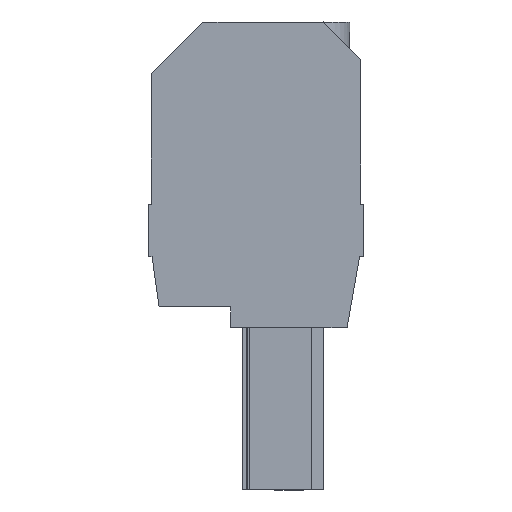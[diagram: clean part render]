
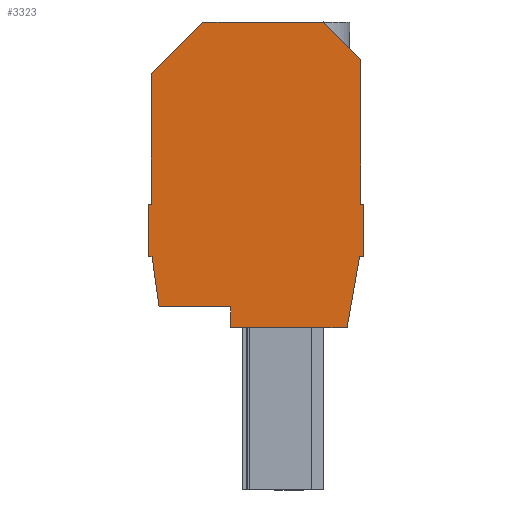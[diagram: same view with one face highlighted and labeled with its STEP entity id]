
A CAD part, left-side view. The second image highlights one B-rep face of the part: STEP entity #3323.
In plain terms, the highlighted planar face has unit normal (-1, 0, 0).
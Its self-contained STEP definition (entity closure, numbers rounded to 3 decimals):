
#3234=AXIS2_PLACEMENT_3D('Plane Axis2P3D',#3231,#3232,#3233) ;
#136=CARTESIAN_POINT('Vertex',(0.,20.3,39.764)) ;
#152=CARTESIAN_POINT('Vertex',(0.,20.3,27.3)) ;
#155=CARTESIAN_POINT('Line Origine',(0.,20.3,33.532)) ;
#304=CARTESIAN_POINT('Vertex',(0.,0.3,27.3)) ;
#761=CARTESIAN_POINT('Vertex',(0.,0.3,41.114)) ;
#764=CARTESIAN_POINT('Line Origine',(0.,0.3,34.207)) ;
#2571=CARTESIAN_POINT('Vertex',(0.,0.404,22.3)) ;
#2574=CARTESIAN_POINT('Line Origine',(0.,1.004,18.9)) ;
#2578=CARTESIAN_POINT('Vertex',(0.,1.603,15.5)) ;
#2629=CARTESIAN_POINT('Vertex',(0.,19.557,17.5)) ;
#2632=CARTESIAN_POINT('Line Origine',(0.,19.895,19.9)) ;
#2636=CARTESIAN_POINT('Vertex',(0.,20.232,22.3)) ;
#3096=CARTESIAN_POINT('Vertex',(0.,3.886,44.7)) ;
#3099=CARTESIAN_POINT('Line Origine',(0.,2.093,42.907)) ;
#3231=CARTESIAN_POINT('Axis2P3D Location',(0.,0.,0.)) ;
#3236=CARTESIAN_POINT('Line Origine',(0.,20.6,24.8)) ;
#3240=CARTESIAN_POINT('Vertex',(0.,20.6,27.3)) ;
#3242=CARTESIAN_POINT('Vertex',(0.,20.6,22.3)) ;
#3245=CARTESIAN_POINT('Line Origine',(0.,20.416,22.3)) ;
#3250=CARTESIAN_POINT('Line Origine',(0.,16.14,17.5)) ;
#3254=CARTESIAN_POINT('Vertex',(0.,12.723,17.5)) ;
#3257=CARTESIAN_POINT('Line Origine',(0.,12.723,16.5)) ;
#3261=CARTESIAN_POINT('Vertex',(0.,12.723,15.5)) ;
#3264=CARTESIAN_POINT('Line Origine',(0.,7.163,15.5)) ;
#3269=CARTESIAN_POINT('Line Origine',(0.,0.202,22.3)) ;
#3273=CARTESIAN_POINT('Vertex',(0.,0.,22.3)) ;
#3276=CARTESIAN_POINT('Line Origine',(0.,0.,24.8)) ;
#3280=CARTESIAN_POINT('Vertex',(0.,0.,27.3)) ;
#3283=CARTESIAN_POINT('Line Origine',(0.,0.15,27.3)) ;
#3288=CARTESIAN_POINT('Line Origine',(0.,9.625,44.7)) ;
#3292=CARTESIAN_POINT('Vertex',(0.,15.364,44.7)) ;
#3295=CARTESIAN_POINT('Line Origine',(0.,17.832,42.232)) ;
#3300=CARTESIAN_POINT('Line Origine',(0.,20.45,27.3)) ;
#156=DIRECTION('Vector Direction',(0.,0.,1.)) ;
#765=DIRECTION('Vector Direction',(0.,0.,-1.)) ;
#2575=DIRECTION('Vector Direction',(0.,0.174,-0.985)) ;
#2633=DIRECTION('Vector Direction',(0.,-0.139,-0.99)) ;
#3100=DIRECTION('Vector Direction',(0.,0.707,0.707)) ;
#3232=DIRECTION('Axis2P3D Direction',(-1.,0.,0.)) ;
#3233=DIRECTION('Axis2P3D XDirection',(0.,0.,1.)) ;
#3237=DIRECTION('Vector Direction',(0.,0.,-1.)) ;
#3246=DIRECTION('Vector Direction',(0.,-1.,0.)) ;
#3251=DIRECTION('Vector Direction',(0.,-1.,0.)) ;
#3258=DIRECTION('Vector Direction',(0.,0.,-1.)) ;
#3265=DIRECTION('Vector Direction',(0.,-1.,0.)) ;
#3270=DIRECTION('Vector Direction',(0.,-1.,0.)) ;
#3277=DIRECTION('Vector Direction',(0.,0.,1.)) ;
#3284=DIRECTION('Vector Direction',(0.,1.,0.)) ;
#3289=DIRECTION('Vector Direction',(0.,1.,0.)) ;
#3296=DIRECTION('Vector Direction',(0.,0.707,-0.707)) ;
#3301=DIRECTION('Vector Direction',(0.,1.,0.)) ;
#157=VECTOR('Line Direction',#156,1.) ;
#766=VECTOR('Line Direction',#765,1.) ;
#2576=VECTOR('Line Direction',#2575,1.) ;
#2634=VECTOR('Line Direction',#2633,1.) ;
#3101=VECTOR('Line Direction',#3100,1.) ;
#3238=VECTOR('Line Direction',#3237,1.) ;
#3247=VECTOR('Line Direction',#3246,1.) ;
#3252=VECTOR('Line Direction',#3251,1.) ;
#3259=VECTOR('Line Direction',#3258,1.) ;
#3266=VECTOR('Line Direction',#3265,1.) ;
#3271=VECTOR('Line Direction',#3270,1.) ;
#3278=VECTOR('Line Direction',#3277,1.) ;
#3285=VECTOR('Line Direction',#3284,1.) ;
#3290=VECTOR('Line Direction',#3289,1.) ;
#3297=VECTOR('Line Direction',#3296,1.) ;
#3302=VECTOR('Line Direction',#3301,1.) ;
#3306=ORIENTED_EDGE('',*,*,#3244,.T.) ;
#3307=ORIENTED_EDGE('',*,*,#3249,.T.) ;
#3308=ORIENTED_EDGE('',*,*,#2638,.T.) ;
#3309=ORIENTED_EDGE('',*,*,#3256,.T.) ;
#3310=ORIENTED_EDGE('',*,*,#3263,.T.) ;
#3311=ORIENTED_EDGE('',*,*,#3268,.T.) ;
#3312=ORIENTED_EDGE('',*,*,#2580,.T.) ;
#3313=ORIENTED_EDGE('',*,*,#3275,.T.) ;
#3314=ORIENTED_EDGE('',*,*,#3282,.T.) ;
#3315=ORIENTED_EDGE('',*,*,#3287,.T.) ;
#3316=ORIENTED_EDGE('',*,*,#768,.T.) ;
#3317=ORIENTED_EDGE('',*,*,#3103,.T.) ;
#3318=ORIENTED_EDGE('',*,*,#3294,.T.) ;
#3319=ORIENTED_EDGE('',*,*,#3299,.T.) ;
#3320=ORIENTED_EDGE('',*,*,#159,.T.) ;
#3321=ORIENTED_EDGE('',*,*,#3304,.T.) ;
#3323=ADVANCED_FACE('housing',(#3322),#3235,.T.) ;
#159=EDGE_CURVE('',#137,#153,#158,.F.) ;
#768=EDGE_CURVE('',#305,#762,#767,.F.) ;
#2580=EDGE_CURVE('',#2579,#2572,#2577,.F.) ;
#2638=EDGE_CURVE('',#2637,#2630,#2635,.T.) ;
#3103=EDGE_CURVE('',#762,#3097,#3102,.T.) ;
#3244=EDGE_CURVE('',#3241,#3243,#3239,.T.) ;
#3249=EDGE_CURVE('',#3243,#2637,#3248,.T.) ;
#3256=EDGE_CURVE('',#2630,#3255,#3253,.T.) ;
#3263=EDGE_CURVE('',#3255,#3262,#3260,.T.) ;
#3268=EDGE_CURVE('',#3262,#2579,#3267,.T.) ;
#3275=EDGE_CURVE('',#2572,#3274,#3272,.T.) ;
#3282=EDGE_CURVE('',#3274,#3281,#3279,.T.) ;
#3287=EDGE_CURVE('',#3281,#305,#3286,.T.) ;
#3294=EDGE_CURVE('',#3097,#3293,#3291,.T.) ;
#3299=EDGE_CURVE('',#3293,#137,#3298,.T.) ;
#3304=EDGE_CURVE('',#153,#3241,#3303,.T.) ;
#3305=EDGE_LOOP('',(#3306,#3307,#3308,#3309,#3310,#3311,#3312,#3313,#3314,#3315,#3316,#3317,#3318,#3319,#3320,#3321)) ;
#3322=FACE_OUTER_BOUND('',#3305,.T.) ;
#158=LINE('Line',#155,#157) ;
#767=LINE('Line',#764,#766) ;
#2577=LINE('Line',#2574,#2576) ;
#2635=LINE('Line',#2632,#2634) ;
#3102=LINE('Line',#3099,#3101) ;
#3239=LINE('Line',#3236,#3238) ;
#3248=LINE('Line',#3245,#3247) ;
#3253=LINE('Line',#3250,#3252) ;
#3260=LINE('Line',#3257,#3259) ;
#3267=LINE('Line',#3264,#3266) ;
#3272=LINE('Line',#3269,#3271) ;
#3279=LINE('Line',#3276,#3278) ;
#3286=LINE('Line',#3283,#3285) ;
#3291=LINE('Line',#3288,#3290) ;
#3298=LINE('Line',#3295,#3297) ;
#3303=LINE('Line',#3300,#3302) ;
#3235=PLANE('',#3234) ;
#137=VERTEX_POINT('',#136) ;
#153=VERTEX_POINT('',#152) ;
#305=VERTEX_POINT('',#304) ;
#762=VERTEX_POINT('',#761) ;
#2572=VERTEX_POINT('',#2571) ;
#2579=VERTEX_POINT('',#2578) ;
#2630=VERTEX_POINT('',#2629) ;
#2637=VERTEX_POINT('',#2636) ;
#3097=VERTEX_POINT('',#3096) ;
#3241=VERTEX_POINT('',#3240) ;
#3243=VERTEX_POINT('',#3242) ;
#3255=VERTEX_POINT('',#3254) ;
#3262=VERTEX_POINT('',#3261) ;
#3274=VERTEX_POINT('',#3273) ;
#3281=VERTEX_POINT('',#3280) ;
#3293=VERTEX_POINT('',#3292) ;
